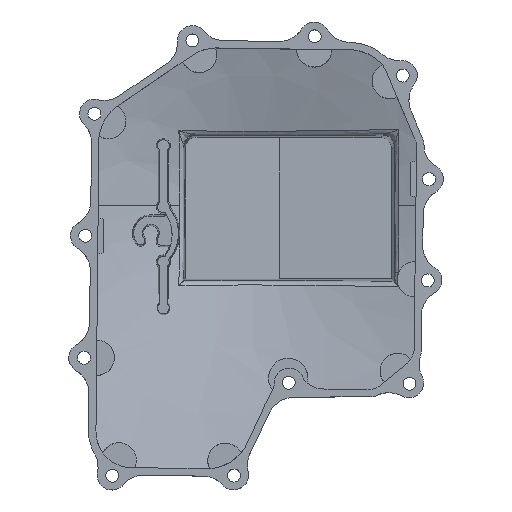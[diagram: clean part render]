
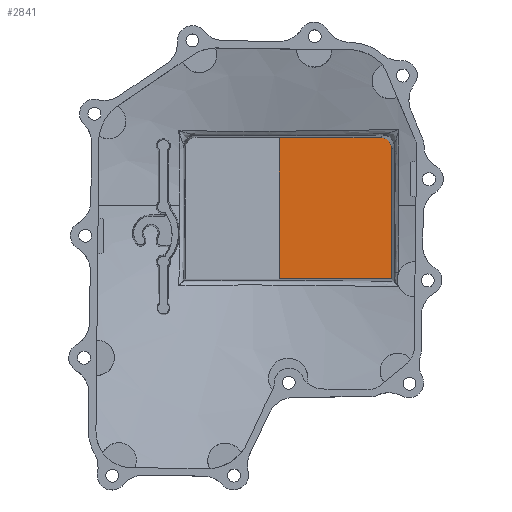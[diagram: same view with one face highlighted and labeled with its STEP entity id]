
A CAD part, top view. The second image highlights one B-rep face of the part: STEP entity #2841.
In plain terms, the highlighted planar face has unit normal (0, 0, 1).
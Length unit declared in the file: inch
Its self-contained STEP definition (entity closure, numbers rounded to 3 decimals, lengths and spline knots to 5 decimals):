
#99 = EDGE_LOOP ( 'NONE', ( #1475, #7857, #10822, #9119, #10464 ) ) ;
#171 = AXIS2_PLACEMENT_3D ( 'NONE', #4102, #9521, #12631 ) ;
#245 = CARTESIAN_POINT ( 'NONE',  ( 7.20857, 7.85787, -3.375 ) ) ;
#1300 = CARTESIAN_POINT ( 'NONE',  ( 7.05689, 7.94581, -3.375 ) ) ;
#1475 = ORIENTED_EDGE ( 'NONE', *, *, #4101, .T. ) ;
#2377 = VERTEX_POINT ( 'NONE', #3514 ) ;
#2420 = CARTESIAN_POINT ( 'NONE',  ( 4.84584, 7.94581, -3.375 ) ) ;
#2482 = VERTEX_POINT ( 'NONE', #11025 ) ;
#2841 = ADVANCED_FACE ( 'NONE', ( #13486 ), #9243, .F. ) ;
#3188 = VERTEX_POINT ( 'NONE', #3416 ) ;
#3236 = CARTESIAN_POINT ( 'NONE',  ( 7.23237, 7.77033, -3.375 ) ) ;
#3352 = LINE ( 'NONE', #11036, #9626 ) ;
#3377 = CARTESIAN_POINT ( 'NONE',  ( 7.14443, 7.922, -3.375 ) ) ;
#3416 = CARTESIAN_POINT ( 'NONE',  ( 4.84584, 4.94904, -3.375 ) ) ;
#3514 = CARTESIAN_POINT ( 'NONE',  ( 7.23237, 7.77033, -3.375 ) ) ;
#4101 = EDGE_CURVE ( 'NONE', #2482, #2377, #10576, .T. ) ;
#4102 = CARTESIAN_POINT ( 'NONE',  ( 0., 0., -3.375 ) ) ;
#4159 = DIRECTION ( 'NONE',  ( 1., 0., 0. ) ) ;
#4871 = VECTOR ( 'NONE', #12707, 39.37008 ) ;
#5246 = VECTOR ( 'NONE', #4159, 39.37008 ) ;
#5264 = CARTESIAN_POINT ( 'NONE',  ( 4.74112, 4.94904, -3.375 ) ) ;
#5477 = VERTEX_POINT ( 'NONE', #2420 ) ;
#5647 =( BOUNDED_CURVE ( )  B_SPLINE_CURVE ( 3, ( #3236, #245, #3377, #8665 ),
 .UNSPECIFIED., .F., .F. ) 
 B_SPLINE_CURVE_WITH_KNOTS ( ( 4, 4 ),
 ( 2.62222, 3.66097 ),
 .UNSPECIFIED. ) 
 CURVE ( )  GEOMETRIC_REPRESENTATION_ITEM ( )  RATIONAL_B_SPLINE_CURVE ( ( 1., 0.912, 0.912, 1. ) ) 
 REPRESENTATION_ITEM ( '' )  );
#5833 = DIRECTION ( 'NONE',  ( 0., -1., 0. ) ) ;
#6440 = DIRECTION ( 'NONE',  ( 0., 1., 0. ) ) ;
#6499 = EDGE_CURVE ( 'NONE', #5477, #3188, #3352, .T. ) ;
#7857 = ORIENTED_EDGE ( 'NONE', *, *, #10314, .T. ) ;
#8279 = EDGE_CURVE ( 'NONE', #3188, #2482, #11969, .T. ) ;
#8665 = CARTESIAN_POINT ( 'NONE',  ( 7.05689, 7.94581, -3.375 ) ) ;
#8812 = EDGE_CURVE ( 'NONE', #11099, #5477, #13097, .T. ) ;
#9119 = ORIENTED_EDGE ( 'NONE', *, *, #6499, .T. ) ;
#9243 = PLANE ( 'NONE',  #171 ) ;
#9521 = DIRECTION ( 'NONE',  ( 0., 0., -1. ) ) ;
#9581 = CARTESIAN_POINT ( 'NONE',  ( 7.23237, 4.94904, -3.375 ) ) ;
#9600 = CARTESIAN_POINT ( 'NONE',  ( 4.74112, 7.94581, -3.375 ) ) ;
#9626 = VECTOR ( 'NONE', #5833, 39.37008 ) ;
#10314 = EDGE_CURVE ( 'NONE', #2377, #11099, #5647, .T. ) ;
#10464 = ORIENTED_EDGE ( 'NONE', *, *, #8279, .T. ) ;
#10576 = LINE ( 'NONE', #9581, #12315 ) ;
#10822 = ORIENTED_EDGE ( 'NONE', *, *, #8812, .T. ) ;
#11025 = CARTESIAN_POINT ( 'NONE',  ( 7.23237, 4.94904, -3.375 ) ) ;
#11036 = CARTESIAN_POINT ( 'NONE',  ( 4.84584, 14.09196, -3.375 ) ) ;
#11099 = VERTEX_POINT ( 'NONE', #1300 ) ;
#11969 = LINE ( 'NONE', #5264, #5246 ) ;
#12315 = VECTOR ( 'NONE', #6440, 39.37008 ) ;
#12631 = DIRECTION ( 'NONE',  ( -1., 0., 0. ) ) ;
#12707 = DIRECTION ( 'NONE',  ( -1., 0., 0. ) ) ;
#13097 = LINE ( 'NONE', #9600, #4871 ) ;
#13486 = FACE_OUTER_BOUND ( 'NONE', #99, .T. ) ;
